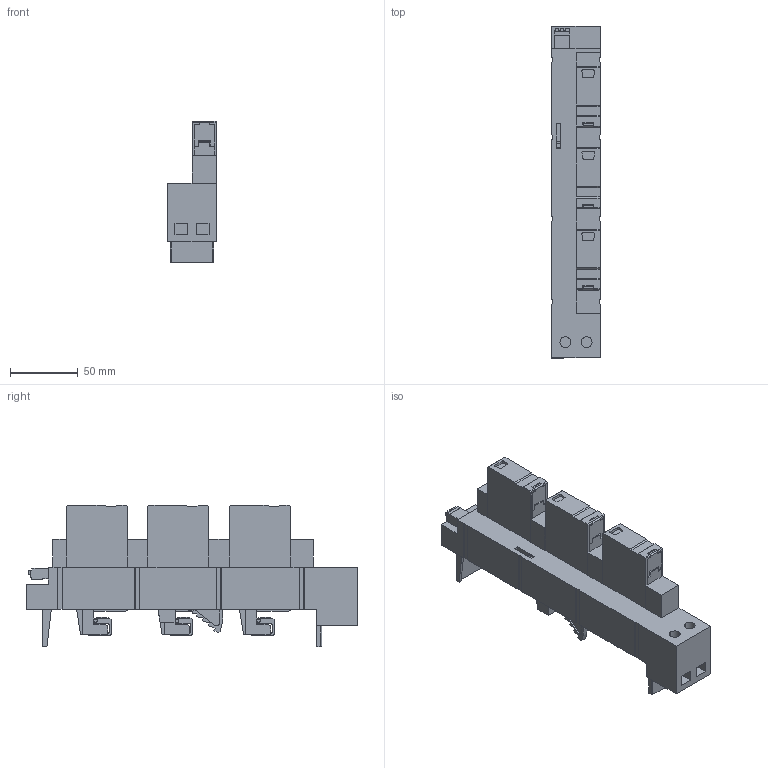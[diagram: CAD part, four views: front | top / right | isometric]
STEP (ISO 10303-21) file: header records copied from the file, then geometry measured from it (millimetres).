
FILE_DESCRIPTION(('CATIA V5 STEP Exchange','CAx-IF Rec.Pracs.--- Model Styling and Organization---1.5--- 2016-08-15','CAx-IF Rec.Pracs.---Supplemental Geometry---1.0---2011-11-01','CAx-IF Rec.Pracs.--- Composite Materials ---1.1---2010-07-15'),'2;1');
FILE_NAME ('D1635673_0', '2024-11-19T10:44:44+00:00', ('none'), ('Weidmueller'), 'CATIA Version 5-6 Release 2022 SP4 HF5', 'CATIA V5 STEP AP214 v3', 'none');
FILE_SCHEMA(('AUTOMOTIVE_DESIGN { 1 0 10303 214 1 1 1 1 }'));
Length unit declared in the file: millimetre
Products named in the file (1): S3D_VPU_AC_II_BS60_3_3-1_R_300_12-5_XXX
Bounding box: 36 x 244.5 x 104.01 mm (x, y, z)
Volume: 417441.1 mm3; surface area: 70875.4 mm2
Topology: 4 solids, 4 shells, 759 faces, 2162 edges, 1426 vertices
Faces by surface type: plane 592, cylinder 145, extrusion 22
Entity records: 24846 total; most frequent: CARTESIAN_POINT 5092, ORIENTED_EDGE 4324, DIRECTION 3230, EDGE_CURVE 2162, VECTOR 1737, LINE 1715, VERTEX_POINT 1426, AXIS2_PLACEMENT_3D 904
